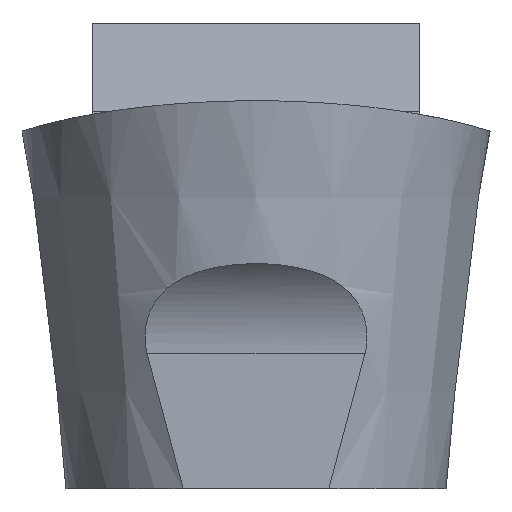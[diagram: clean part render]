
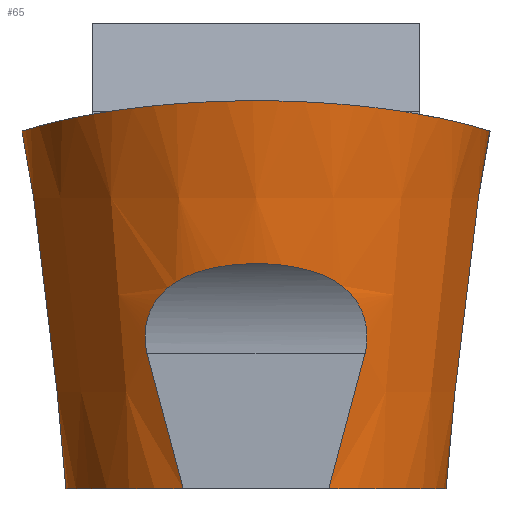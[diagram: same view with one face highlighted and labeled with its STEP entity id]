
A CAD part, front view. The second image highlights one B-rep face of the part: STEP entity #65.
In plain terms, the highlighted conical face has half-angle 7 degrees and reference radius 3 mm.
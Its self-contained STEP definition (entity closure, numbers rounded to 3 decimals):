
#41=CONICAL_SURFACE('',#490,3.,7.);
#43=CIRCLE('',#488,2.437);
#44=CIRCLE('',#489,2.437);
#49=B_SPLINE_CURVE_WITH_KNOTS('',3,(#758,#759,#760,#761,#762,#763,#764,
#765,#766,#767,#768,#769,#770,#771,#772,#773,#774,#775,#776,#777,#778,#779,
#780,#781,#782,#783,#784,#785,#786,#787,#788),.UNSPECIFIED.,.F.,.F.,(4,
3,3,3,3,3,3,3,3,3,4),(0.,0.099,0.199,0.3,
0.402,0.501,0.597,0.694,
0.792,0.894,1.),.UNSPECIFIED.);
#50=B_SPLINE_CURVE_WITH_KNOTS('',3,(#793,#794,#795,#796),.UNSPECIFIED.,
 .F.,.F.,(4,4),(0.,1.),.UNSPECIFIED.);
#51=B_SPLINE_CURVE_WITH_KNOTS('',3,(#798,#799,#800,#801,#802,#803,#804,
#805,#806,#807,#808,#809,#810,#811,#812,#813,#814,#815,#816,#817,#818,#819,
#820,#821,#822,#823,#824,#825,#826,#827,#828,#829,#830,#831,#832,#833,#834),
 .UNSPECIFIED.,.F.,.F.,(4,3,3,3,3,3,3,3,3,3,3,3,4),(0.,0.063,
0.126,0.187,0.253,0.357,
0.494,0.633,0.737,0.815,
0.88,0.946,1.),.UNSPECIFIED.);
#52=B_SPLINE_CURVE_WITH_KNOTS('',3,(#836,#837,#838,#839),.UNSPECIFIED.,
 .F.,.F.,(4,4),(0.,1.),.UNSPECIFIED.);
#65=ADVANCED_FACE('SIDE_FP_AN_SU1',(#101),#41,.T.);
#101=FACE_OUTER_BOUND('',#123,.T.);
#123=EDGE_LOOP('',(#177,#178,#179,#180,#181,#182,#183,#184,#185,#186));
#145=ELLIPSE('',#486,3.001,2.999);
#146=ELLIPSE('',#487,3.001,2.999);
#177=ORIENTED_EDGE('',*,*,#333,.T.);
#178=ORIENTED_EDGE('',*,*,#335,.T.);
#179=ORIENTED_EDGE('',*,*,#336,.T.);
#180=ORIENTED_EDGE('',*,*,#337,.T.);
#181=ORIENTED_EDGE('',*,*,#330,.F.);
#182=ORIENTED_EDGE('',*,*,#338,.F.);
#183=ORIENTED_EDGE('',*,*,#339,.T.);
#184=ORIENTED_EDGE('',*,*,#340,.T.);
#185=ORIENTED_EDGE('',*,*,#341,.T.);
#186=ORIENTED_EDGE('',*,*,#342,.F.);
#287=VERTEX_POINT('',#735);
#289=VERTEX_POINT('',#742);
#291=VERTEX_POINT('',#751);
#292=VERTEX_POINT('',#753);
#293=VERTEX_POINT('',#757);
#294=VERTEX_POINT('',#789);
#295=VERTEX_POINT('',#792);
#296=VERTEX_POINT('',#797);
#297=VERTEX_POINT('',#835);
#298=VERTEX_POINT('',#840);
#330=EDGE_CURVE('',#289,#287,#385,.T.);
#333=EDGE_CURVE('',#292,#291,#387,.T.);
#335=EDGE_CURVE('',#291,#293,#145,.T.);
#336=EDGE_CURVE('',#293,#294,#49,.T.);
#337=EDGE_CURVE('',#294,#287,#146,.T.);
#338=EDGE_CURVE('',#295,#289,#43,.T.);
#339=EDGE_CURVE('',#295,#296,#50,.T.);
#340=EDGE_CURVE('',#296,#297,#51,.T.);
#341=EDGE_CURVE('',#297,#298,#52,.T.);
#342=EDGE_CURVE('',#292,#298,#44,.T.);
#385=LINE('',#743,#421);
#387=LINE('',#752,#423);
#421=VECTOR('',#542,1.);
#423=VECTOR('',#546,1.);
#486=AXIS2_PLACEMENT_3D('',#756,#550,#551);
#487=AXIS2_PLACEMENT_3D('',#790,#552,#553);
#488=AXIS2_PLACEMENT_3D('',#791,#554,#555);
#489=AXIS2_PLACEMENT_3D('',#841,#556,#557);
#490=AXIS2_PLACEMENT_3D('',#842,#558,#559);
#542=DIRECTION('',(-0.106,0.061,0.993));
#546=DIRECTION('',(0.106,0.061,0.993));
#550=DIRECTION('',(0.,0.032,-0.999));
#551=DIRECTION('',(0.,0.999,0.032));
#552=DIRECTION('',(0.,0.032,-0.999));
#553=DIRECTION('',(0.,0.999,0.032));
#554=DIRECTION('',(0.,0.,-1.));
#555=DIRECTION('',(-1.,0.,0.));
#556=DIRECTION('',(0.,0.,-1.));
#557=DIRECTION('',(-1.,0.,0.));
#558=DIRECTION('',(0.,0.,1.));
#559=DIRECTION('',(1.,0.,0.));
#735=CARTESIAN_POINT('',(-2.603,-8.369,0.043));
#742=CARTESIAN_POINT('',(-2.111,-8.653,-4.584));
#743=CARTESIAN_POINT('',(-2.598,-8.372,0.));
#751=CARTESIAN_POINT('',(2.603,-8.369,0.043));
#752=CARTESIAN_POINT('',(2.598,-8.372,0.));
#753=CARTESIAN_POINT('',(2.111,-8.653,-4.584));
#756=CARTESIAN_POINT('',(0.,-9.86,-0.005));
#757=CARTESIAN_POINT('',(2.984,-9.556,0.005));
#758=CARTESIAN_POINT('',(2.984,-9.556,0.005));
#759=CARTESIAN_POINT('',(3.018,-9.89,-0.006));
#760=CARTESIAN_POINT('',(2.997,-10.234,0.002));
#761=CARTESIAN_POINT('',(2.923,-10.56,0.024));
#762=CARTESIAN_POINT('',(2.849,-10.886,0.046));
#763=CARTESIAN_POINT('',(2.72,-11.203,0.083));
#764=CARTESIAN_POINT('',(2.546,-11.487,0.124));
#765=CARTESIAN_POINT('',(2.369,-11.776,0.166));
#766=CARTESIAN_POINT('',(2.14,-12.038,0.213));
#767=CARTESIAN_POINT('',(1.876,-12.253,0.254));
#768=CARTESIAN_POINT('',(1.611,-12.467,0.295));
#769=CARTESIAN_POINT('',(1.304,-12.639,0.33));
#770=CARTESIAN_POINT('',(0.981,-12.753,0.354));
#771=CARTESIAN_POINT('',(0.667,-12.863,0.378));
#772=CARTESIAN_POINT('',(0.328,-12.92,0.39));
#773=CARTESIAN_POINT('',(-0.006,-12.92,0.39));
#774=CARTESIAN_POINT('',(-0.332,-12.919,0.39));
#775=CARTESIAN_POINT('',(-0.662,-12.863,0.378));
#776=CARTESIAN_POINT('',(-0.97,-12.757,0.355));
#777=CARTESIAN_POINT('',(-1.277,-12.651,0.333));
#778=CARTESIAN_POINT('',(-1.569,-12.492,0.3));
#779=CARTESIAN_POINT('',(-1.825,-12.293,0.262));
#780=CARTESIAN_POINT('',(-2.086,-12.09,0.223));
#781=CARTESIAN_POINT('',(-2.316,-11.841,0.177));
#782=CARTESIAN_POINT('',(-2.497,-11.565,0.136));
#783=CARTESIAN_POINT('',(-2.683,-11.28,0.093));
#784=CARTESIAN_POINT('',(-2.823,-10.96,0.054));
#785=CARTESIAN_POINT('',(-2.907,-10.628,0.029));
#786=CARTESIAN_POINT('',(-2.994,-10.282,0.003));
#787=CARTESIAN_POINT('',(-3.02,-9.913,-0.006));
#788=CARTESIAN_POINT('',(-2.984,-9.556,0.005));
#789=CARTESIAN_POINT('',(-2.984,-9.556,0.005));
#790=CARTESIAN_POINT('',(0.,-9.86,-0.005));
#791=CARTESIAN_POINT('',(0.,-9.872,-4.584));
#792=CARTESIAN_POINT('',(-0.933,-12.123,-4.584));
#793=CARTESIAN_POINT('',(-0.933,-12.123,-4.584));
#794=CARTESIAN_POINT('',(-1.116,-12.123,-4.014));
#795=CARTESIAN_POINT('',(-1.262,-12.123,-3.434));
#796=CARTESIAN_POINT('',(-1.397,-12.123,-2.851));
#797=CARTESIAN_POINT('',(-1.397,-12.123,-2.851));
#798=CARTESIAN_POINT('',(-1.397,-12.123,-2.851));
#799=CARTESIAN_POINT('',(-1.418,-12.123,-2.76));
#800=CARTESIAN_POINT('',(-1.427,-12.132,-2.665));
#801=CARTESIAN_POINT('',(-1.42,-12.149,-2.574));
#802=CARTESIAN_POINT('',(-1.414,-12.166,-2.483));
#803=CARTESIAN_POINT('',(-1.393,-12.192,-2.393));
#804=CARTESIAN_POINT('',(-1.359,-12.223,-2.312));
#805=CARTESIAN_POINT('',(-1.327,-12.253,-2.235));
#806=CARTESIAN_POINT('',(-1.282,-12.288,-2.164));
#807=CARTESIAN_POINT('',(-1.229,-12.323,-2.103));
#808=CARTESIAN_POINT('',(-1.17,-12.361,-2.036));
#809=CARTESIAN_POINT('',(-1.099,-12.401,-1.978));
#810=CARTESIAN_POINT('',(-1.023,-12.438,-1.931));
#811=CARTESIAN_POINT('',(-0.903,-12.496,-1.857));
#812=CARTESIAN_POINT('',(-0.764,-12.547,-1.804));
#813=CARTESIAN_POINT('',(-0.621,-12.584,-1.769));
#814=CARTESIAN_POINT('',(-0.432,-12.634,-1.721));
#815=CARTESIAN_POINT('',(-0.228,-12.661,-1.7));
#816=CARTESIAN_POINT('',(-0.027,-12.663,-1.698));
#817=CARTESIAN_POINT('',(0.176,-12.665,-1.696));
#818=CARTESIAN_POINT('',(0.384,-12.642,-1.714));
#819=CARTESIAN_POINT('',(0.577,-12.595,-1.758));
#820=CARTESIAN_POINT('',(0.722,-12.56,-1.791));
#821=CARTESIAN_POINT('',(0.863,-12.512,-1.839));
#822=CARTESIAN_POINT('',(0.987,-12.455,-1.909));
#823=CARTESIAN_POINT('',(1.08,-12.413,-1.962));
#824=CARTESIAN_POINT('',(1.165,-12.365,-2.029));
#825=CARTESIAN_POINT('',(1.233,-12.32,-2.109));
#826=CARTESIAN_POINT('',(1.291,-12.282,-2.175));
#827=CARTESIAN_POINT('',(1.337,-12.244,-2.253));
#828=CARTESIAN_POINT('',(1.369,-12.214,-2.338));
#829=CARTESIAN_POINT('',(1.402,-12.183,-2.423));
#830=CARTESIAN_POINT('',(1.42,-12.158,-2.517));
#831=CARTESIAN_POINT('',(1.422,-12.142,-2.612));
#832=CARTESIAN_POINT('',(1.424,-12.13,-2.691));
#833=CARTESIAN_POINT('',(1.416,-12.123,-2.772));
#834=CARTESIAN_POINT('',(1.397,-12.123,-2.851));
#835=CARTESIAN_POINT('',(1.397,-12.123,-2.851));
#836=CARTESIAN_POINT('',(1.397,-12.123,-2.851));
#837=CARTESIAN_POINT('',(1.262,-12.123,-3.433));
#838=CARTESIAN_POINT('',(1.115,-12.123,-4.014));
#839=CARTESIAN_POINT('',(0.933,-12.123,-4.584));
#840=CARTESIAN_POINT('',(0.933,-12.123,-4.584));
#841=CARTESIAN_POINT('',(0.,-9.872,-4.584));
#842=CARTESIAN_POINT('',(0.,-9.872,0.));
